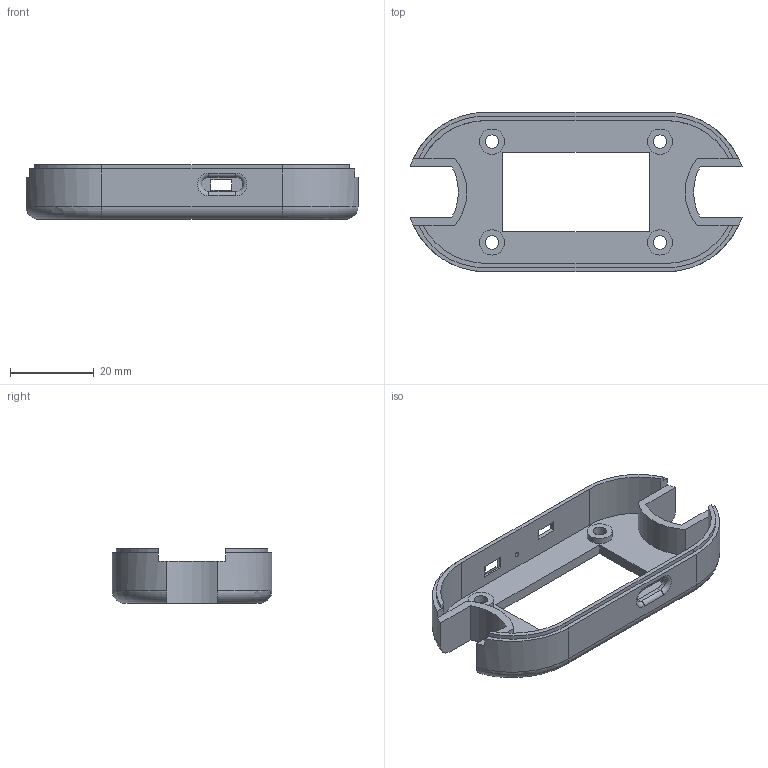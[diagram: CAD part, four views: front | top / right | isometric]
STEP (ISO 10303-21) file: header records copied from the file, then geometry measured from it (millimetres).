
FILE_DESCRIPTION(('FreeCAD Model'),'2;1');
FILE_NAME('Open CASCADE Shape Model','2025-10-09T20:05:47',(''),(''), 'Open CASCADE STEP processor 7.8','FreeCAD','Unknown');
FILE_SCHEMA(('AUTOMOTIVE_DESIGN { 1 0 10303 214 1 1 1 1 }'));
Length unit declared in the file: millimetre
Products named in the file (1): bottom001
Bounding box: 79.06 x 38 x 13 mm (x, y, z)
Volume: 8293.3 mm3; surface area: 9088.3 mm2
Topology: 1 solids, 1 shells, 100 faces, 253 edges, 164 vertices
Faces by surface type: plane 59, cylinder 35, torus 6
Full cylindrical faces by diameter (mm): 1.2 x1, 3.2 x4, 6 x8
Entity records: 3135 total; most frequent: CARTESIAN_POINT 594, DIRECTION 533, ORIENTED_EDGE 506, EDGE_CURVE 253, AXIS2_PLACEMENT_3D 183, LINE 167, VECTOR 167, VERTEX_POINT 164
